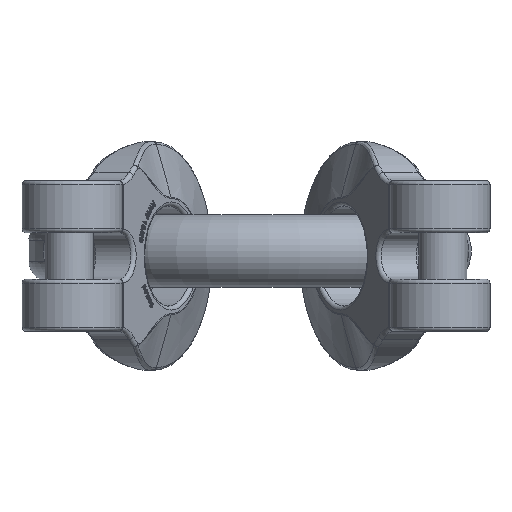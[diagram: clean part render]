
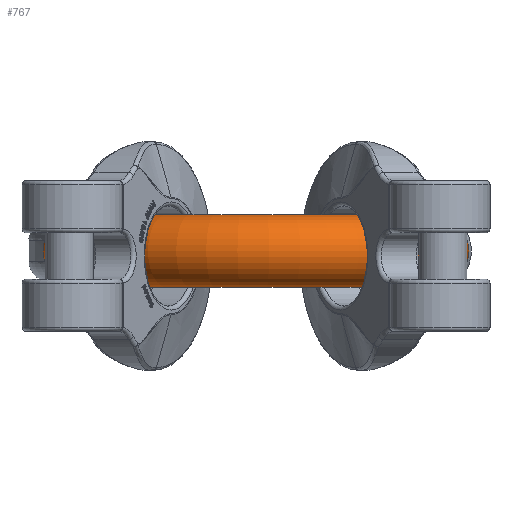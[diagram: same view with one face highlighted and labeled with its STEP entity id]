
A CAD part, front view. The second image highlights one B-rep face of the part: STEP entity #767.
In plain terms, the highlighted toroidal (fillet/blend) face has major radius 88 mm and minor radius 18 mm.
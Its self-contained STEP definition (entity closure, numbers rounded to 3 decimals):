
#337=TOROIDAL_SURFACE('',#11187,88.,18.);
#767=ADVANCED_FACE('',(#3125,#3126),#337,.T.);
#1992=CIRCLE('',#11179,18.);
#1993=CIRCLE('',#11181,18.);
#3125=FACE_BOUND('',#3504,.T.);
#3126=FACE_BOUND('',#3505,.T.);
#3504=EDGE_LOOP('',(#5391));
#3505=EDGE_LOOP('',(#5392));
#5391=ORIENTED_EDGE('',*,*,#8759,.T.);
#5392=ORIENTED_EDGE('',*,*,#8760,.F.);
#7484=VERTEX_POINT('',#18327);
#7485=VERTEX_POINT('',#18330);
#8759=EDGE_CURVE('',#7484,#7484,#1992,.T.);
#8760=EDGE_CURVE('',#7485,#7485,#1993,.T.);
#11179=AXIS2_PLACEMENT_3D('',#18326,#12385,#12386);
#11181=AXIS2_PLACEMENT_3D('',#18329,#12389,#12390);
#11187=AXIS2_PLACEMENT_3D('',#18339,#12401,#12402);
#12385=DIRECTION('',(0.,-1.,0.));
#12386=DIRECTION('',(0.,0.,1.));
#12389=DIRECTION('',(0.,1.,0.));
#12390=DIRECTION('',(0.,0.,1.));
#12401=DIRECTION('',(0.,0.,1.));
#12402=DIRECTION('',(1.,0.,0.));
#18326=CARTESIAN_POINT('',(-88.,-60.,0.));
#18327=CARTESIAN_POINT('',(-88.,-60.,18.));
#18329=CARTESIAN_POINT('',(88.,-60.,0.));
#18330=CARTESIAN_POINT('',(88.,-60.,18.));
#18339=CARTESIAN_POINT('',(0.,-60.,0.));
